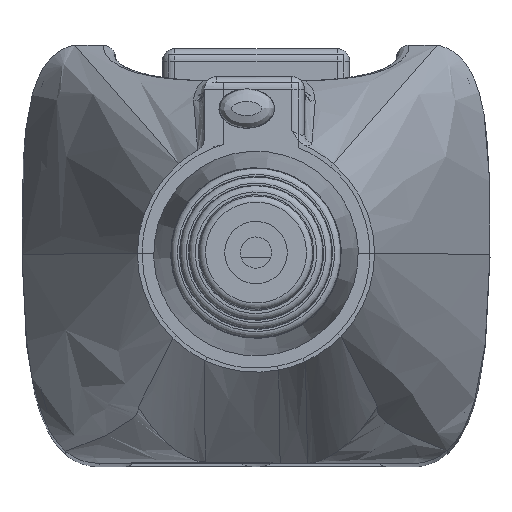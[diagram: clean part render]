
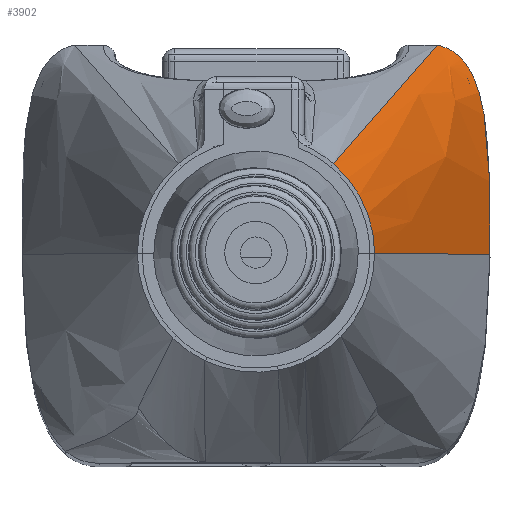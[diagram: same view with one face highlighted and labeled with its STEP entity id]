
A CAD part, top view. The second image highlights one B-rep face of the part: STEP entity #3902.
In plain terms, the highlighted free-form (B-spline) face has degree [3, 3] with [7, 4] control points.
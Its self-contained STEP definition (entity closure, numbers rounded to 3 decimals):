
#280=CIRCLE('',#4011,19.);
#473=B_SPLINE_SURFACE_WITH_KNOTS('',3,3,((#10272,#10273,#10274,#10275),
(#10276,#10277,#10278,#10279),(#10280,#10281,#10282,#10283),(#10284,#10285,
#10286,#10287),(#10288,#10289,#10290,#10291),(#10292,#10293,#10294,#10295),
(#10296,#10297,#10298,#10299)),.UNSPECIFIED.,.F.,.F.,.F.,(4,1,2,4),(4,4),
(0.,0.228,0.379,0.449),(0.,1.),
 .UNSPECIFIED.);
#689=FACE_OUTER_BOUND('',#985,.T.);
#985=EDGE_LOOP('',(#3529,#3530,#3531,#3532));
#1129=B_SPLINE_CURVE_WITH_KNOTS('',3,(#8437,#8438,#8439,#8440,#8441,#8442,
#8443,#8444),.UNSPECIFIED.,.F.,.F.,(4,2,2,4),(-6.579,-4.728,
-3.14,0.),.UNSPECIFIED.);
#1179=B_SPLINE_CURVE_WITH_KNOTS('',3,(#9680,#9681,#9682,#9683,#9684,#9685,
#9686),.UNSPECIFIED.,.F.,.F.,(4,1,2,4),(0.,0.228,0.379,
0.407),.UNSPECIFIED.);
#1354=LINE('',#9166,#1570);
#1570=VECTOR('',#4713,66.967);
#1756=VERTEX_POINT('',#8341);
#1757=VERTEX_POINT('',#8343);
#1773=VERTEX_POINT('',#8435);
#1826=VERTEX_POINT('',#8836);
#2175=EDGE_CURVE('',#1757,#1756,#280,.T.);
#2193=EDGE_CURVE('',#1756,#1773,#1129,.T.);
#2314=EDGE_CURVE('',#1757,#1826,#1354,.T.);
#2346=EDGE_CURVE('',#1826,#1773,#1179,.T.);
#3529=ORIENTED_EDGE('',*,*,#2193,.T.);
#3530=ORIENTED_EDGE('',*,*,#2346,.F.);
#3531=ORIENTED_EDGE('',*,*,#2314,.F.);
#3532=ORIENTED_EDGE('',*,*,#2175,.T.);
#3902=ADVANCED_FACE('',(#689),#473,.T.);
#4011=AXIS2_PLACEMENT_3D('',#8344,#4527,#4528);
#4527=DIRECTION('center_axis',(0.,0.,-1.));
#4528=DIRECTION('ref_axis',(-1.,0.,0.));
#4713=DIRECTION('',(0.248,0.285,-0.926));
#8341=CARTESIAN_POINT('',(19.,0.,62.));
#8343=CARTESIAN_POINT('',(12.413,14.385,62.));
#8344=CARTESIAN_POINT('Origin',(0.,0.,62.));
#8435=CARTESIAN_POINT('',(37.483,0.,0.));
#8437=CARTESIAN_POINT('Ctrl Pts',(19.,0.,62.));
#8438=CARTESIAN_POINT('Ctrl Pts',(20.073,0.,
58.382));
#8439=CARTESIAN_POINT('Ctrl Pts',(21.79,0.,
52.588));
#8440=CARTESIAN_POINT('Ctrl Pts',(25.146,0.,
41.295));
#8441=CARTESIAN_POINT('Ctrl Pts',(26.681,0.,
36.143));
#8442=CARTESIAN_POINT('Ctrl Pts',(31.258,0.,
20.799));
#8443=CARTESIAN_POINT('Ctrl Pts',(34.481,0.,10.025));
#8444=CARTESIAN_POINT('Ctrl Pts',(37.483,0.,0.));
#8836=CARTESIAN_POINT('',(29.,33.5,0.));
#9166=CARTESIAN_POINT('',(12.413,14.385,62.));
#9680=CARTESIAN_POINT('Ctrl Pts',(29.,33.5,0.));
#9681=CARTESIAN_POINT('Ctrl Pts',(34.1,32.546,0.));
#9682=CARTESIAN_POINT('Ctrl Pts',(37.5,23.077,0.));
#9683=CARTESIAN_POINT('Ctrl Pts',(37.5,8.675,0.));
#9684=CARTESIAN_POINT('Ctrl Pts',(37.5,1.981,0.));
#9685=CARTESIAN_POINT('Ctrl Pts',(37.494,0.981,0.));
#9686=CARTESIAN_POINT('Ctrl Pts',(37.483,0.,
0.));
#10272=CARTESIAN_POINT('Ctrl Pts',(12.413,14.385,62.));
#10273=CARTESIAN_POINT('Ctrl Pts',(17.942,20.756,41.333));
#10274=CARTESIAN_POINT('Ctrl Pts',(23.471,27.128,20.667));
#10275=CARTESIAN_POINT('Ctrl Pts',(29.,33.5,0.));
#10276=CARTESIAN_POINT('Ctrl Pts',(14.364,12.701,62.));
#10277=CARTESIAN_POINT('Ctrl Pts',(20.941,19.314,41.333));
#10278=CARTESIAN_POINT('Ctrl Pts',(27.523,25.934,20.667));
#10279=CARTESIAN_POINT('Ctrl Pts',(34.1,32.546,0.));
#10280=CARTESIAN_POINT('Ctrl Pts',(17.233,9.013,62.));
#10281=CARTESIAN_POINT('Ctrl Pts',(23.989,13.701,41.333));
#10282=CARTESIAN_POINT('Ctrl Pts',(30.744,18.389,20.667));
#10283=CARTESIAN_POINT('Ctrl Pts',(37.5,23.077,0.));
#10284=CARTESIAN_POINT('Ctrl Pts',(18.57,4.432,62.));
#10285=CARTESIAN_POINT('Ctrl Pts',(24.88,5.846,41.333));
#10286=CARTESIAN_POINT('Ctrl Pts',(31.19,7.26,20.667));
#10287=CARTESIAN_POINT('Ctrl Pts',(37.5,8.675,0.));
#10288=CARTESIAN_POINT('Ctrl Pts',(18.942,1.719,62.));
#10289=CARTESIAN_POINT('Ctrl Pts',(25.128,1.274,41.333));
#10290=CARTESIAN_POINT('Ctrl Pts',(31.314,0.83,20.667));
#10291=CARTESIAN_POINT('Ctrl Pts',(37.5,0.385,0.));
#10292=CARTESIAN_POINT('Ctrl Pts',(19.,0.857,62.));
#10293=CARTESIAN_POINT('Ctrl Pts',(25.154,-0.13,41.333));
#10294=CARTESIAN_POINT('Ctrl Pts',(31.309,-1.118,20.667));
#10295=CARTESIAN_POINT('Ctrl Pts',(37.464,-2.105,0.));
#10296=CARTESIAN_POINT('Ctrl Pts',(19.,0.,62.));
#10297=CARTESIAN_POINT('Ctrl Pts',(25.128,-1.488,41.333));
#10298=CARTESIAN_POINT('Ctrl Pts',(31.257,-2.976,20.667));
#10299=CARTESIAN_POINT('Ctrl Pts',(37.385,-4.464,0.));
